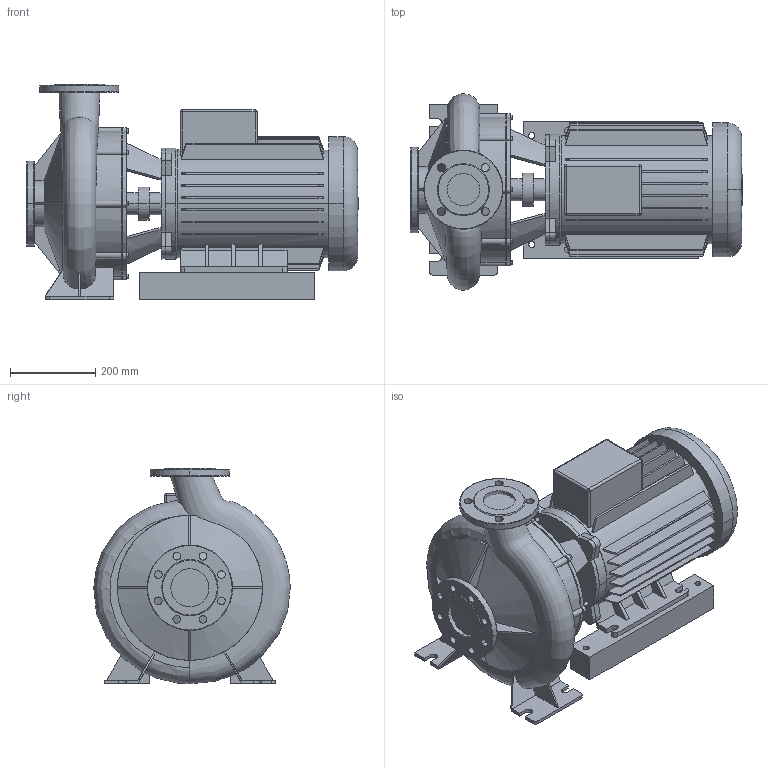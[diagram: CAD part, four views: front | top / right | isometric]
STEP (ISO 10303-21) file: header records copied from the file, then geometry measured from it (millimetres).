
FILE_DESCRIPTION((''),'2;1');
FILE_NAME('3d_BM65_315-11_4-2103473.stp','2011-01-26T14:45:50',(''),(''),'Mechanical Desktop 2008','Mechanical Desktop 2008',', , ');
FILE_SCHEMA(('CONFIG_CONTROL_DESIGN'));
Length unit declared in the file: millimetre
Products named in the file (1): Product
Bounding box: 777 x 459.92 x 505 mm (x, y, z)
Volume: 54340623.3 mm3; surface area: 2550552.6 mm2
Topology: 16 solids, 16 shells, 710 faces, 1831 edges, 1195 vertices
Faces by surface type: plane 338, bspline 173, cylinder 143, cone 46, torus 6, sphere 4
Entity records: 31002 total; most frequent: CARTESIAN_POINT 14285, ORIENTED_EDGE 3654, DIRECTION 3136, EDGE_CURVE 1827, VERTEX_POINT 1195, VECTOR 1086, LINE 1086, AXIS2_PLACEMENT_3D 1025
